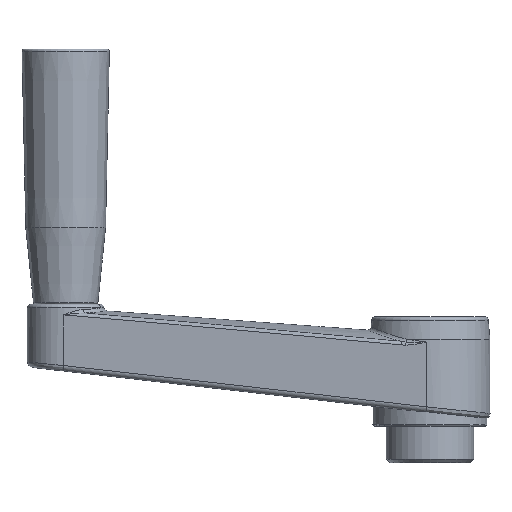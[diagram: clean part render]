
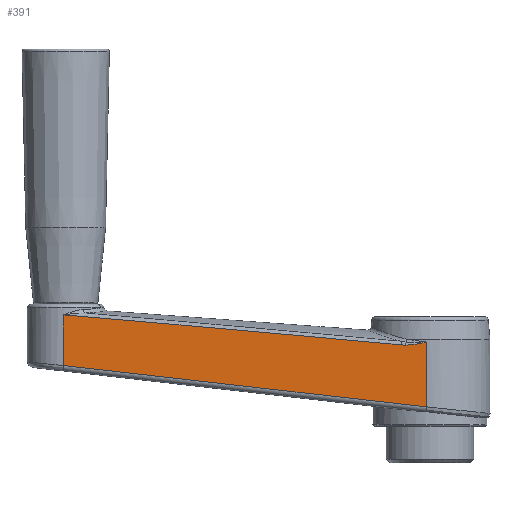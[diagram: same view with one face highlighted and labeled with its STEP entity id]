
A CAD part, left-side view. The second image highlights one B-rep face of the part: STEP entity #391.
In plain terms, the highlighted planar face has unit normal (-0.998, 0.06, 0).
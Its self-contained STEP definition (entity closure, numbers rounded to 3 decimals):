
#391 = ADVANCED_FACE( '', ( #854 ), #855, .T. );
#854 = FACE_OUTER_BOUND( '', #2404, .T. );
#855 = PLANE( '', #2405 );
#2404 = EDGE_LOOP( '', ( #4118, #4119, #4120, #4121, #4122, #4123 ) );
#2405 = AXIS2_PLACEMENT_3D( '', #4124, #4125, #4126 );
#4118 = ORIENTED_EDGE( '', *, *, #4845, .F. );
#4119 = ORIENTED_EDGE( '', *, *, #4846, .T. );
#4120 = ORIENTED_EDGE( '', *, *, #4847, .T. );
#4121 = ORIENTED_EDGE( '', *, *, #4654, .T. );
#4122 = ORIENTED_EDGE( '', *, *, #4464, .T. );
#4123 = ORIENTED_EDGE( '', *, *, #4755, .T. );
#4124 = CARTESIAN_POINT( '', ( -16.47, 0.99, 34. ) );
#4125 = DIRECTION( '', ( -0.998, 0.06, 0. ) );
#4126 = DIRECTION( '', ( -0.06, -0.998, 0. ) );
#4464 = EDGE_CURVE( '', #4931, #4929, #4932, .T. );
#4654 = EDGE_CURVE( '', #5247, #4931, #5248, .T. );
#4755 = EDGE_CURVE( '', #4929, #5192, #5397, .F. );
#4845 = EDGE_CURVE( '', #5480, #5192, #5512, .T. );
#4846 = EDGE_CURVE( '', #5480, #5513, #5514, .F. );
#4847 = EDGE_CURVE( '', #5513, #5247, #5515, .T. );
#4929 = VERTEX_POINT( '', #5710 );
#4931 = VERTEX_POINT( '', #5712 );
#4932 = LINE( '', #5713, #5714 );
#5192 = VERTEX_POINT( '', #6507 );
#5247 = VERTEX_POINT( '', #6627 );
#5248 = ELLIPSE( '', #6628, 818.866, 49. );
#5397 = LINE( '', #6853, #6854 );
#5480 = VERTEX_POINT( '', #7125 );
#5512 = LINE( '', #7228, #7229 );
#5513 = VERTEX_POINT( '', #7230 );
#5514 = B_SPLINE_CURVE_WITH_KNOTS( '', 3, ( #7231, #7232, #7233, #7234, #7235, #7236, #7237, #7238, #7239, #7240, #7241, #7242, #7243, #7244, #7245, #7246, #7247, #7248, #7249, #7250, #7251, #7252, #7253, #7254, #7255, #7256 ), .UNSPECIFIED., .F., .F., ( 4, 2, 2, 2, 2, 1, 2, 2, 1, 1, 1, 1, 1, 2, 2, 4 ), ( 0., 0.001, 0.001, 0.002, 0.003, 0.004, 0.004, 0.004, 0.004, 0.005, 0.005, 0.005, 0.006, 0.006, 0.006, 0.006 ), .UNSPECIFIED. );
#5515 = B_SPLINE_CURVE_WITH_KNOTS( '', 3, ( #7257, #7258, #7259, #7260, #7261, #7262 ), .UNSPECIFIED., .F., .F., ( 4, 2, 4 ), ( 0., 0.001, 0.001 ), .UNSPECIFIED. );
#5710 = CARTESIAN_POINT( '', ( -10.481, 100.63, 16.686 ) );
#5712 = CARTESIAN_POINT( '', ( -10.481, 100.63, 30.595 ) );
#5713 = CARTESIAN_POINT( '', ( -10.481, 100.63, 34. ) );
#5714 = VECTOR( '', #7419, 1000. );
#6507 = CARTESIAN_POINT( '', ( -16.47, 0.99, 5.333 ) );
#6627 = CARTESIAN_POINT( '', ( -16.053, 7.935, 22.34 ) );
#6628 = AXIS2_PLACEMENT_3D( '', #7635, #7636, #7637 );
#6853 = CARTESIAN_POINT( '', ( -16.48, 0.822, 5.314 ) );
#6854 = VECTOR( '', #7749, 1000. );
#7125 = CARTESIAN_POINT( '', ( -16.47, 0.99, 23.128 ) );
#7228 = CARTESIAN_POINT( '', ( -16.47, 0.99, 34. ) );
#7229 = VECTOR( '', #7821, 1000. );
#7230 = CARTESIAN_POINT( '', ( -16.134, 6.578, 22.291 ) );
#7231 = CARTESIAN_POINT( '', ( -16.134, 6.578, 22.291 ) );
#7232 = CARTESIAN_POINT( '', ( -16.149, 6.341, 22.293 ) );
#7233 = CARTESIAN_POINT( '', ( -16.163, 6.105, 22.301 ) );
#7234 = CARTESIAN_POINT( '', ( -16.191, 5.634, 22.326 ) );
#7235 = CARTESIAN_POINT( '', ( -16.205, 5.399, 22.343 ) );
#7236 = CARTESIAN_POINT( '', ( -16.233, 4.93, 22.387 ) );
#7237 = CARTESIAN_POINT( '', ( -16.248, 4.695, 22.413 ) );
#7238 = CARTESIAN_POINT( '', ( -16.276, 4.228, 22.472 ) );
#7239 = CARTESIAN_POINT( '', ( -16.29, 3.995, 22.506 ) );
#7240 = CARTESIAN_POINT( '', ( -16.318, 3.53, 22.58 ) );
#7241 = CARTESIAN_POINT( '', ( -16.339, 3.181, 22.641 ) );
#7242 = CARTESIAN_POINT( '', ( -16.359, 2.833, 22.708 ) );
#7243 = CARTESIAN_POINT( '', ( -16.37, 2.66, 22.743 ) );
#7244 = CARTESIAN_POINT( '', ( -16.373, 2.602, 22.755 ) );
#7245 = CARTESIAN_POINT( '', ( -16.38, 2.486, 22.779 ) );
#7246 = CARTESIAN_POINT( '', ( -16.398, 2.197, 22.84 ) );
#7247 = CARTESIAN_POINT( '', ( -16.422, 1.793, 22.931 ) );
#7248 = CARTESIAN_POINT( '', ( -16.446, 1.391, 23.027 ) );
#7249 = CARTESIAN_POINT( '', ( -16.458, 1.19, 23.077 ) );
#7250 = CARTESIAN_POINT( '', ( -16.464, 1.09, 23.102 ) );
#7251 = CARTESIAN_POINT( '', ( -16.467, 1.047, 23.113 ) );
#7252 = CARTESIAN_POINT( '', ( -16.468, 1.026, 23.118 ) );
#7253 = CARTESIAN_POINT( '', ( -16.469, 1.019, 23.12 ) );
#7254 = CARTESIAN_POINT( '', ( -16.469, 1.004, 23.124 ) );
#7255 = CARTESIAN_POINT( '', ( -16.47, 0.997, 23.126 ) );
#7256 = CARTESIAN_POINT( '', ( -16.47, 0.99, 23.128 ) );
#7257 = CARTESIAN_POINT( '', ( -16.134, 6.578, 22.291 ) );
#7258 = CARTESIAN_POINT( '', ( -16.121, 6.804, 22.287 ) );
#7259 = CARTESIAN_POINT( '', ( -16.107, 7.031, 22.289 ) );
#7260 = CARTESIAN_POINT( '', ( -16.08, 7.483, 22.305 ) );
#7261 = CARTESIAN_POINT( '', ( -16.066, 7.709, 22.319 ) );
#7262 = CARTESIAN_POINT( '', ( -16.053, 7.935, 22.34 ) );
#7419 = DIRECTION( '', ( 0., 0., -1. ) );
#7635 = CARTESIAN_POINT( '', ( -0.998, 258.393, -6.023 ) );
#7636 = DIRECTION( '', ( -0.998, 0.06, 0. ) );
#7637 = DIRECTION( '', ( 0.06, 0.996, 0.073 ) );
#7749 = DIRECTION( '', ( 0.06, 0.992, 0.113 ) );
#7821 = DIRECTION( '', ( 0., 0., -1. ) );
